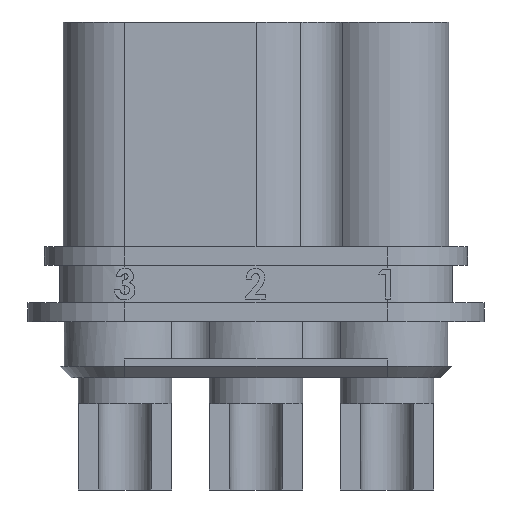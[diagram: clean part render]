
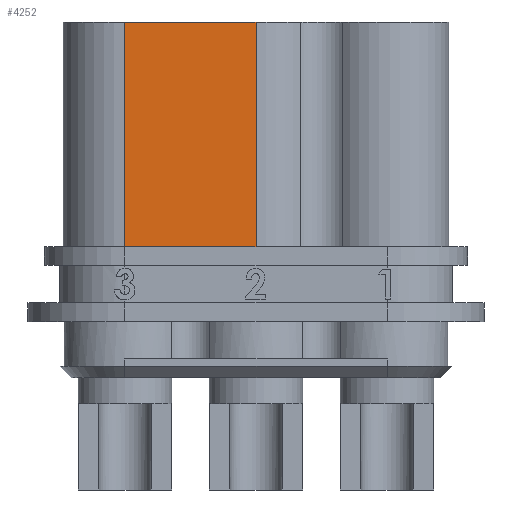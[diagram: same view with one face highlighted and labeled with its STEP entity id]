
A CAD part, front view. The second image highlights one B-rep face of the part: STEP entity #4252.
In plain terms, the highlighted planar face has unit normal (0, -1, 0).
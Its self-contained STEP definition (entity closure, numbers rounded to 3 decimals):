
#264 = LINE ( 'NONE', #265, #6525 ) ;
#265 = CARTESIAN_POINT ( 'NONE',  ( -3.5, -1.65, 6. ) ) ;
#266 = DIRECTION ( 'NONE',  ( 0., 0., 1. ) ) ;
#2663 = EDGE_LOOP ( 'NONE', ( #7648, #7647, #7649, #7645 ) ) ;
#4252 = ADVANCED_FACE ( 'NONE', ( #6284 ), #7453, .F. ) ;
#4272 = EDGE_CURVE ( 'NONE', #8203, #8204, #7315, .T. ) ;
#4273 = EDGE_CURVE ( 'NONE', #7955, #8204, #7312, .T. ) ;
#4274 = EDGE_CURVE ( 'NONE', #7953, #8203, #7309, .T. ) ;
#4456 = EDGE_CURVE ( 'NONE', #7955, #7953, #264, .T. ) ;
#6284 = FACE_OUTER_BOUND ( 'NONE', #2663, .T. ) ;
#6291 = AXIS2_PLACEMENT_3D ( 'NONE', #7452, #7451, #7450 ) ;
#6343 = VECTOR ( 'NONE', #7313, 1000. ) ;
#6345 = VECTOR ( 'NONE', #7310, 1000. ) ;
#6347 = VECTOR ( 'NONE', #7307, 1000. ) ;
#6525 = VECTOR ( 'NONE', #266, 1000. ) ;
#7307 = DIRECTION ( 'NONE',  ( 1., 0., 0. ) ) ;
#7308 = CARTESIAN_POINT ( 'NONE',  ( -3.5, -1.65, 6. ) ) ;
#7309 = LINE ( 'NONE', #7308, #6347 ) ;
#7310 = DIRECTION ( 'NONE',  ( 1., 0., 0. ) ) ;
#7311 = CARTESIAN_POINT ( 'NONE',  ( 3.5, -1.65, 0. ) ) ;
#7312 = LINE ( 'NONE', #7311, #6345 ) ;
#7313 = DIRECTION ( 'NONE',  ( 0., 0., -1. ) ) ;
#7314 = CARTESIAN_POINT ( 'NONE',  ( 0., -1.65, 0. ) ) ;
#7315 = LINE ( 'NONE', #7314, #6343 ) ;
#7450 = DIRECTION ( 'NONE',  ( -1., 0., 0. ) ) ;
#7451 = DIRECTION ( 'NONE',  ( 0., 1., 0. ) ) ;
#7452 = CARTESIAN_POINT ( 'NONE',  ( -3.5, -1.65, 6. ) ) ;
#7453 = PLANE ( 'NONE',  #6291 ) ;
#7645 = ORIENTED_EDGE ( 'NONE', *, *, #4272, .F. ) ;
#7647 = ORIENTED_EDGE ( 'NONE', *, *, #4456, .F. ) ;
#7648 = ORIENTED_EDGE ( 'NONE', *, *, #4274, .F. ) ;
#7649 = ORIENTED_EDGE ( 'NONE', *, *, #4273, .T. ) ;
#7953 = VERTEX_POINT ( 'NONE', #9898 ) ;
#7955 = VERTEX_POINT ( 'NONE', #9900 ) ;
#8203 = VERTEX_POINT ( 'NONE', #10148 ) ;
#8204 = VERTEX_POINT ( 'NONE', #10149 ) ;
#9898 = CARTESIAN_POINT ( 'NONE',  ( -3.5, -1.65, 6. ) ) ;
#9900 = CARTESIAN_POINT ( 'NONE',  ( -3.5, -1.65, 0. ) ) ;
#10148 = CARTESIAN_POINT ( 'NONE',  ( 0., -1.65, 6. ) ) ;
#10149 = CARTESIAN_POINT ( 'NONE',  ( 0., -1.65, 0. ) ) ;
